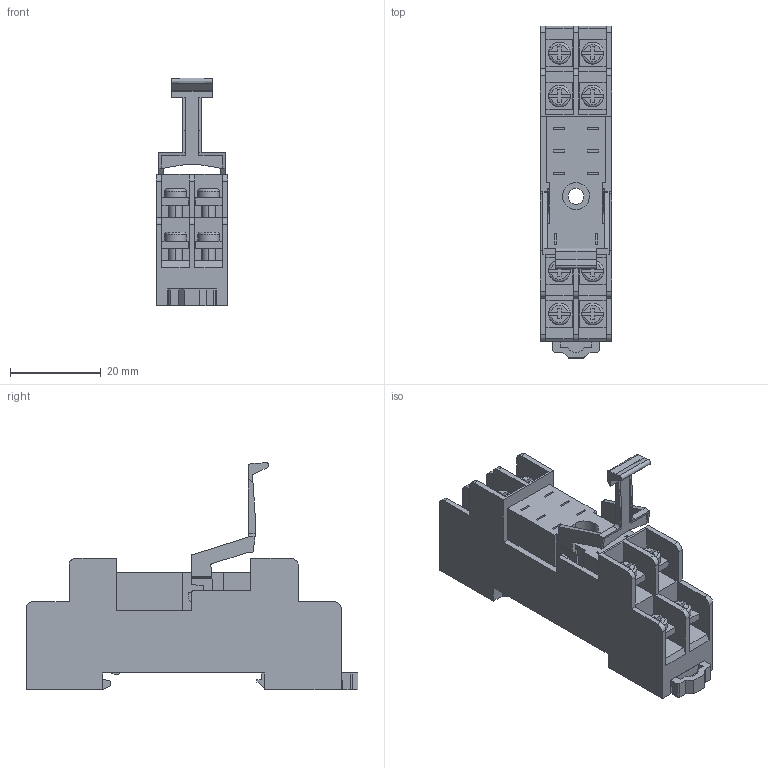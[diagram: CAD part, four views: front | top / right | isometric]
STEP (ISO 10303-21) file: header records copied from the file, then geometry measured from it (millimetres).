
FILE_DESCRIPTION(('CATIA V5R24 STEP','CAx-IF Rec.Pracs.--- Model Styling and Organization---1.2---2011-12-15'),'2;1');
FILE_NAME ('8037111_5', '2017-12-11T12:30:27+00:00', ('Weidmueller Interface'), ('Weidmueller'), 'CATIA Version 5-6 Release 2014 SP4', 'CATIA V5 STEP AP214', 'none');
FILE_SCHEMA(('AUTOMOTIVE_DESIGN { 1 0 10303 214 1 1 1 1 }'));
Length unit declared in the file: millimetre
Products named in the file (1): S3D_SDI_2CO_ECO
Bounding box: 15.8 x 73.3 x 50.25 mm (x, y, z)
Volume: 20892.4 mm3; surface area: 11974.7 mm2
Topology: 11 solids, 11 shells, 504 faces, 1382 edges, 929 vertices
Faces by surface type: plane 399, cylinder 83, torus 16, extrusion 6
Entity records: 15747 total; most frequent: CARTESIAN_POINT 3442, ORIENTED_EDGE 2764, DIRECTION 1833, EDGE_CURVE 1382, VECTOR 1077, LINE 1071, VERTEX_POINT 929, EDGE_LOOP 541
